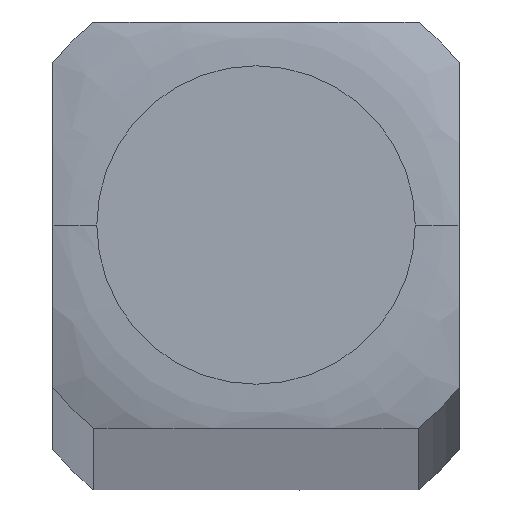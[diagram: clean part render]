
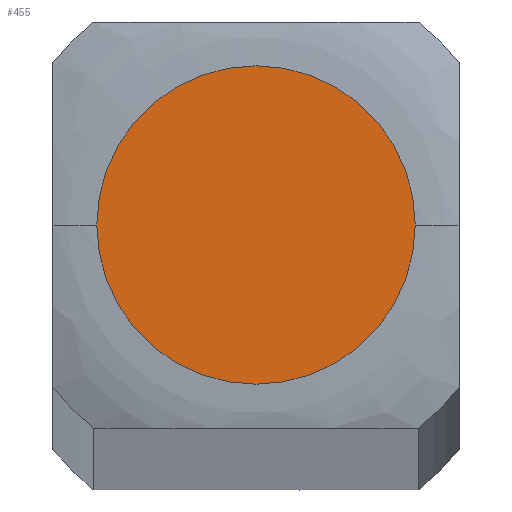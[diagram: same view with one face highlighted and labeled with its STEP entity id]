
A CAD part, top view. The second image highlights one B-rep face of the part: STEP entity #455.
In plain terms, the highlighted planar face has unit normal (0, 0, 1).
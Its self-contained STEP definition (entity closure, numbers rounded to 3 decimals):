
#99 = DIRECTION ( 'NONE',  ( 1., 0., 0. ) ) ;
#181 = EDGE_CURVE ( 'NONE', #328, #408, #288, .T. ) ;
#224 = AXIS2_PLACEMENT_3D ( 'NONE', #303, #300, #299 ) ;
#235 = CIRCLE ( 'NONE', #224, 1.245 ) ;
#243 = AXIS2_PLACEMENT_3D ( 'NONE', #486, #475, #473 ) ;
#258 = FACE_OUTER_BOUND ( 'NONE', #323, .T. ) ;
#284 = CARTESIAN_POINT ( 'NONE',  ( 0., 0., 138.811 ) ) ;
#288 = CIRCLE ( 'NONE', #459, 1.245 ) ;
#299 = DIRECTION ( 'NONE',  ( 1., 0., 0. ) ) ;
#300 = DIRECTION ( 'NONE',  ( 0., 0., 1. ) ) ;
#303 = CARTESIAN_POINT ( 'NONE',  ( 0., 0., 138.811 ) ) ;
#323 = EDGE_LOOP ( 'NONE', ( #330, #510 ) ) ;
#328 = VERTEX_POINT ( 'NONE', #541 ) ;
#330 = ORIENTED_EDGE ( 'NONE', *, *, #181, .T. ) ;
#371 = DIRECTION ( 'NONE',  ( 0., 0., 1. ) ) ;
#408 = VERTEX_POINT ( 'NONE', #537 ) ;
#455 = ADVANCED_FACE ( 'NONE', ( #258 ), #477, .F. ) ;
#459 = AXIS2_PLACEMENT_3D ( 'NONE', #284, #371, #99 ) ;
#473 = DIRECTION ( 'NONE',  ( -1., 0., 0. ) ) ;
#475 = DIRECTION ( 'NONE',  ( 0., 0., -1. ) ) ;
#477 = PLANE ( 'NONE',  #243 ) ;
#483 = EDGE_CURVE ( 'NONE', #408, #328, #235, .T. ) ;
#486 = CARTESIAN_POINT ( 'NONE',  ( -1.588, 1.588, 138.811 ) ) ;
#510 = ORIENTED_EDGE ( 'NONE', *, *, #483, .T. ) ;
#537 = CARTESIAN_POINT ( 'NONE',  ( -1.245, 0., 138.811 ) ) ;
#541 = CARTESIAN_POINT ( 'NONE',  ( 1.245, 0., 138.811 ) ) ;
